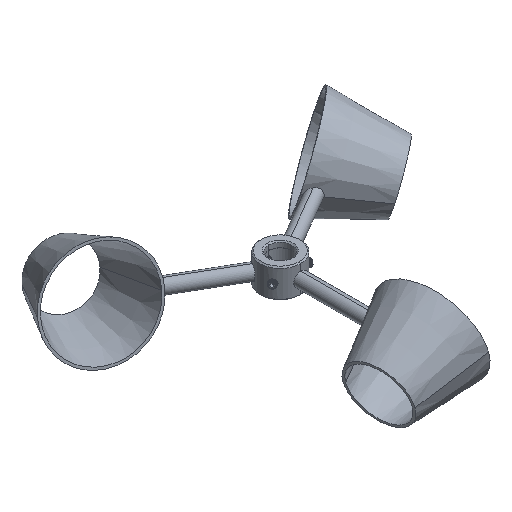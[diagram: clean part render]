
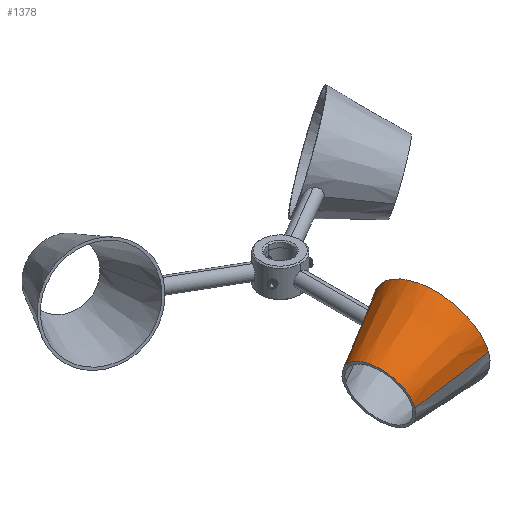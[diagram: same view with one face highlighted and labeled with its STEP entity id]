
A CAD part, isometric view. The second image highlights one B-rep face of the part: STEP entity #1378.
In plain terms, the highlighted conical face has half-angle 14.962 degrees and reference radius 42.57 mm.
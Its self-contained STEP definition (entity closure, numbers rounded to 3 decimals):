
#128 = CONICAL_SURFACE ( 'NONE', #248, 42.57, 0.261 ) ;
#159 = CARTESIAN_POINT ( 'NONE',  ( 0., -27.07, -58. ) ) ;
#212 = EDGE_CURVE ( 'NONE', #517, #2648, #3553, .T. ) ;
#248 = AXIS2_PLACEMENT_3D ( 'NONE', #929, #679, #1891 ) ;
#329 = VECTOR ( 'NONE', #2063, 1000. ) ;
#517 = VERTEX_POINT ( 'NONE', #3787 ) ;
#679 = DIRECTION ( 'NONE',  ( 0., 0., 1. ) ) ;
#813 = CARTESIAN_POINT ( 'NONE',  ( 0., -42.57, 0. ) ) ;
#831 = VERTEX_POINT ( 'NONE', #159 ) ;
#836 = DIRECTION ( 'NONE',  ( 0., 1., 0. ) ) ;
#929 = CARTESIAN_POINT ( 'NONE',  ( 0., 0., 0. ) ) ;
#1134 = CARTESIAN_POINT ( 'NONE',  ( 0., 42.57, 0. ) ) ;
#1295 = ORIENTED_EDGE ( 'NONE', *, *, #212, .T. ) ;
#1378 = ADVANCED_FACE ( 'NONE', ( #3355 ), #128, .T. ) ;
#1440 = DIRECTION ( 'NONE',  ( 0., 0.258, 0.966 ) ) ;
#1486 = CARTESIAN_POINT ( 'NONE',  ( 0., 27.07, -58. ) ) ;
#1709 = CARTESIAN_POINT ( 'NONE',  ( 0., 0., 0. ) ) ;
#1749 = DIRECTION ( 'NONE',  ( 0., 0., -1. ) ) ;
#1872 = AXIS2_PLACEMENT_3D ( 'NONE', #1709, #1749, #836 ) ;
#1891 = DIRECTION ( 'NONE',  ( 0., -1., 0. ) ) ;
#2040 = LINE ( 'NONE', #1134, #3708 ) ;
#2063 = DIRECTION ( 'NONE',  ( 0., -0.258, 0.966 ) ) ;
#2069 = CIRCLE ( 'NONE', #2622, 27.07 ) ;
#2338 = LINE ( 'NONE', #813, #329 ) ;
#2374 = ORIENTED_EDGE ( 'NONE', *, *, #2485, .F. ) ;
#2485 = EDGE_CURVE ( 'NONE', #831, #2797, #2069, .T. ) ;
#2622 = AXIS2_PLACEMENT_3D ( 'NONE', #3329, #3023, #2694 ) ;
#2648 = VERTEX_POINT ( 'NONE', #3532 ) ;
#2694 = DIRECTION ( 'NONE',  ( 0., 1., 0. ) ) ;
#2797 = VERTEX_POINT ( 'NONE', #1486 ) ;
#2942 = EDGE_CURVE ( 'NONE', #2797, #2648, #2040, .T. ) ;
#3023 = DIRECTION ( 'NONE',  ( 0., 0., -1. ) ) ;
#3024 = EDGE_CURVE ( 'NONE', #831, #517, #2338, .T. ) ;
#3329 = CARTESIAN_POINT ( 'NONE',  ( 0., 0., -58. ) ) ;
#3355 = FACE_OUTER_BOUND ( 'NONE', #3447, .T. ) ;
#3447 = EDGE_LOOP ( 'NONE', ( #3504, #2374, #3613, #1295 ) ) ;
#3504 = ORIENTED_EDGE ( 'NONE', *, *, #2942, .F. ) ;
#3532 = CARTESIAN_POINT ( 'NONE',  ( 0., 42.57, 0. ) ) ;
#3553 = CIRCLE ( 'NONE', #1872, 42.57 ) ;
#3613 = ORIENTED_EDGE ( 'NONE', *, *, #3024, .T. ) ;
#3708 = VECTOR ( 'NONE', #1440, 1000. ) ;
#3787 = CARTESIAN_POINT ( 'NONE',  ( 0., -42.57, 0. ) ) ;
